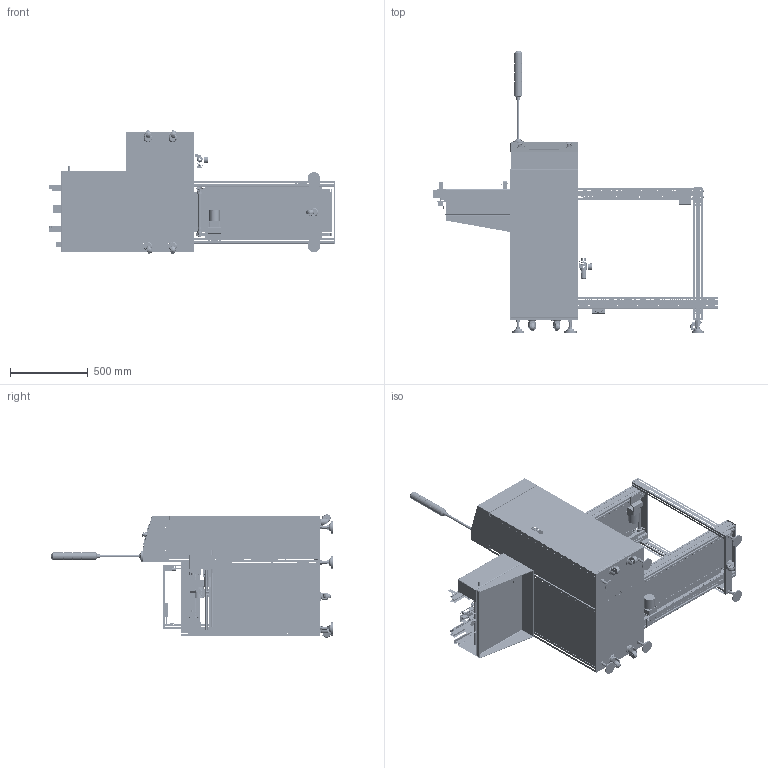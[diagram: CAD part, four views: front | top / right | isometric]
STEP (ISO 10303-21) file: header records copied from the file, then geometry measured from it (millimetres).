
FILE_DESCRIPTION (( 'STEP AP214' ), '1' );
FILE_NAME ('SULD250 PCB Unloader (L-R).STEP', '2021-02-16T09:23:40', ( '' ), ( '' ), 'SwSTEP 2.0', 'SolidWorks 2021', '' );
FILE_SCHEMA (( 'AUTOMOTIVE_DESIGN' ));
Length unit declared in the file: millimetre
Products named in the file (1): SULD250 PCB Unloader (L-R)
Bounding box: 1843 x 1808.2 x 794.59 mm (x, y, z)
Surface area: 11622428.3 mm2 (no closed solid volume)
Topology: 0 solids, 944 shells, 2392 faces, 14499 edges, 12956 vertices
Faces by surface type: plane 1619, cylinder 669, bspline 52, cone 33, torus 18, sphere 1
Entity records: 200752 total; most frequent: CARTESIAN_POINT 64352, DIRECTION 22780, ORIENTED_EDGE 17355, EDGE_CURVE 14485, VERTEX_POINT 12956, VECTOR 8214, LINE 8214, AXIS2_PLACEMENT_3D 7283
